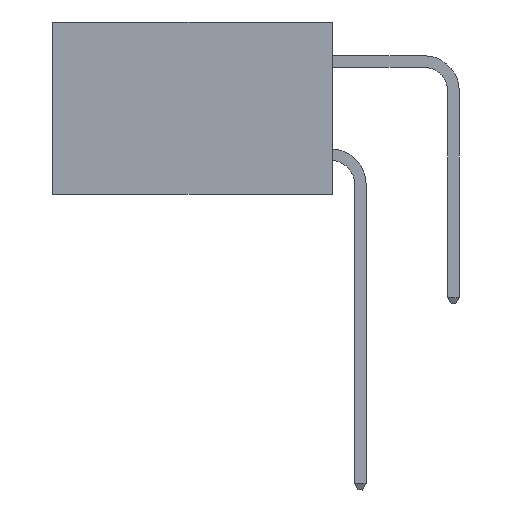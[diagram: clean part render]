
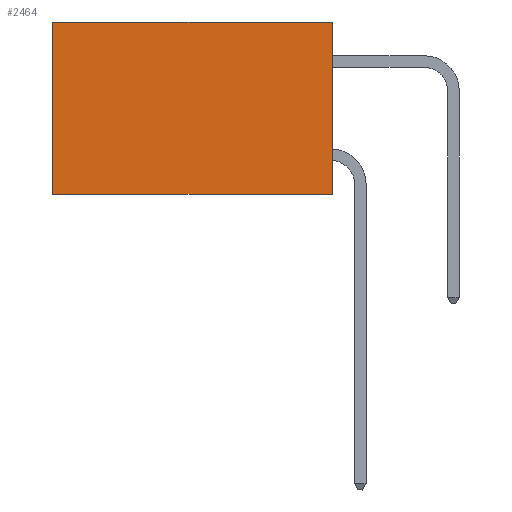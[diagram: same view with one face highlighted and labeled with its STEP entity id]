
A CAD part, left-side view. The second image highlights one B-rep face of the part: STEP entity #2464.
In plain terms, the highlighted planar face has unit normal (-1, 0, 0).
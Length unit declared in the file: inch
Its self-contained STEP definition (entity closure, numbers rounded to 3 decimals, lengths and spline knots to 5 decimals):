
#372 = CARTESIAN_POINT ( 'NONE',  ( 0.2615, 0.6, 0. ) ) ;
#804 = LINE ( 'NONE', #3756, #4606 ) ;
#807 = EDGE_CURVE ( 'NONE', #11166, #5659, #804, .T. ) ;
#913 = FACE_OUTER_BOUND ( 'NONE', #10986, .T. ) ;
#1224 = CARTESIAN_POINT ( 'NONE',  ( 0.2615, 0.6, -0.37 ) ) ;
#1282 = VERTEX_POINT ( 'NONE', #11707 ) ;
#2026 = DIRECTION ( 'NONE',  ( 1., 0., 0. ) ) ;
#2173 = DIRECTION ( 'NONE',  ( 0., 0., -1. ) ) ;
#2464 = ADVANCED_FACE ( 'NONE', ( #913 ), #3065, .F. ) ;
#2508 = DIRECTION ( 'NONE',  ( 0., 1., 0. ) ) ;
#2610 = LINE ( 'NONE', #10420, #11232 ) ;
#3065 = PLANE ( 'NONE',  #9327 ) ;
#3756 = CARTESIAN_POINT ( 'NONE',  ( 0.2615, 0., -0.37 ) ) ;
#3859 = CARTESIAN_POINT ( 'NONE',  ( 0.2615, 0., -0.37 ) ) ;
#4176 = CARTESIAN_POINT ( 'NONE',  ( 0.2615, 0., 0. ) ) ;
#4606 = VECTOR ( 'NONE', #12573, 39.37008 ) ;
#4954 = ORIENTED_EDGE ( 'NONE', *, *, #9124, .T. ) ;
#5081 = DIRECTION ( 'NONE',  ( 0., 0., -1. ) ) ;
#5546 = VECTOR ( 'NONE', #2173, 39.37008 ) ;
#5659 = VERTEX_POINT ( 'NONE', #7530 ) ;
#5765 = VECTOR ( 'NONE', #2508, 39.37008 ) ;
#6234 = ORIENTED_EDGE ( 'NONE', *, *, #807, .F. ) ;
#7238 = EDGE_CURVE ( 'NONE', #5659, #1282, #2610, .T. ) ;
#7317 = LINE ( 'NONE', #12304, #5765 ) ;
#7530 = CARTESIAN_POINT ( 'NONE',  ( 0.2615, 0., -0.37 ) ) ;
#7580 = ORIENTED_EDGE ( 'NONE', *, *, #7238, .F. ) ;
#8413 = ORIENTED_EDGE ( 'NONE', *, *, #9450, .T. ) ;
#8727 = VERTEX_POINT ( 'NONE', #372 ) ;
#9124 = EDGE_CURVE ( 'NONE', #11166, #8727, #7317, .T. ) ;
#9327 = AXIS2_PLACEMENT_3D ( 'NONE', #3859, #2026, #5081 ) ;
#9450 = EDGE_CURVE ( 'NONE', #8727, #1282, #9947, .T. ) ;
#9947 = LINE ( 'NONE', #1224, #5546 ) ;
#10420 = CARTESIAN_POINT ( 'NONE',  ( 0.2615, 0., -0.37 ) ) ;
#10986 = EDGE_LOOP ( 'NONE', ( #8413, #7580, #6234, #4954 ) ) ;
#11166 = VERTEX_POINT ( 'NONE', #4176 ) ;
#11232 = VECTOR ( 'NONE', #12527, 39.37008 ) ;
#11707 = CARTESIAN_POINT ( 'NONE',  ( 0.2615, 0.6, -0.37 ) ) ;
#12304 = CARTESIAN_POINT ( 'NONE',  ( 0.2615, 0., 0. ) ) ;
#12527 = DIRECTION ( 'NONE',  ( 0., 1., 0. ) ) ;
#12573 = DIRECTION ( 'NONE',  ( 0., 0., -1. ) ) ;
